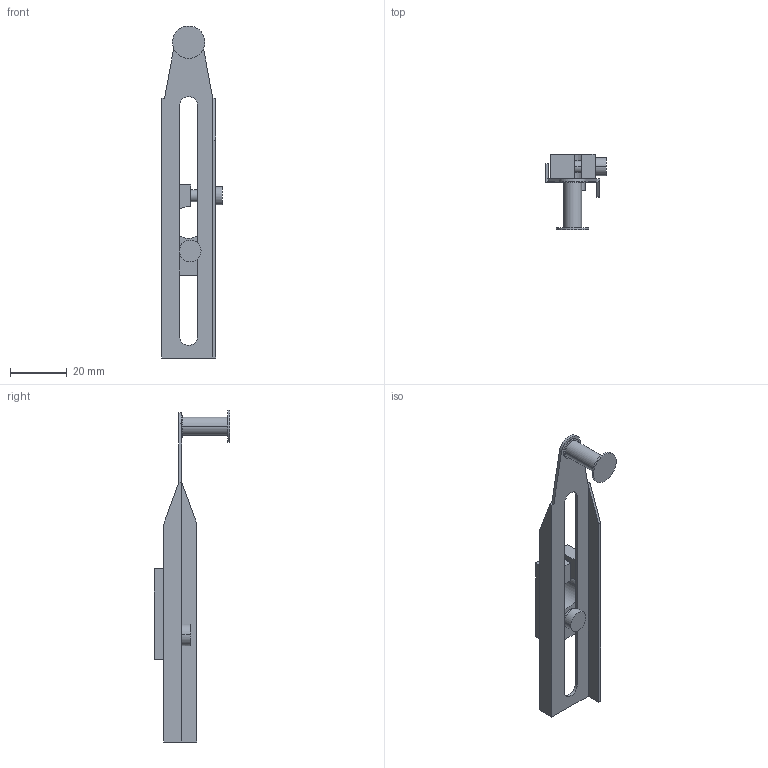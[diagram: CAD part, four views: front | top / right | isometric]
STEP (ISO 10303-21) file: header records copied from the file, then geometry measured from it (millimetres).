
FILE_DESCRIPTION(('STEP AP242'),'1');
FILE_NAME('9007ha1.stp','2021-09-28T12:12:15',('TraceParts'),('TraceParts S.A.'),'Spatial InterOp 3D',' ',' ');
FILE_SCHEMA(('AP242_MANAGED_MODEL_BASED_3D_ENGINEERING_MIM_LF {1 0 10303 442 1 1 4}'));
Length unit declared in the file: millimetre
Products named in the file (1): 9007ha1
Bounding box: 21.43 x 26.54 x 116.97 mm (x, y, z)
Volume: 6685.9 mm3; surface area: 7381.7 mm2
Topology: 1 solids, 1 shells, 57 faces, 149 edges, 94 vertices
Faces by surface type: plane 37, cylinder 20
Entity records: 2239 total; most frequent: DIRECTION 313, CARTESIAN_POINT 301, ORIENTED_EDGE 298, EDGE_CURVE 149, AXIS2_PLACEMENT_3D 106, LINE 101, VECTOR 101, VERTEX_POINT 94
